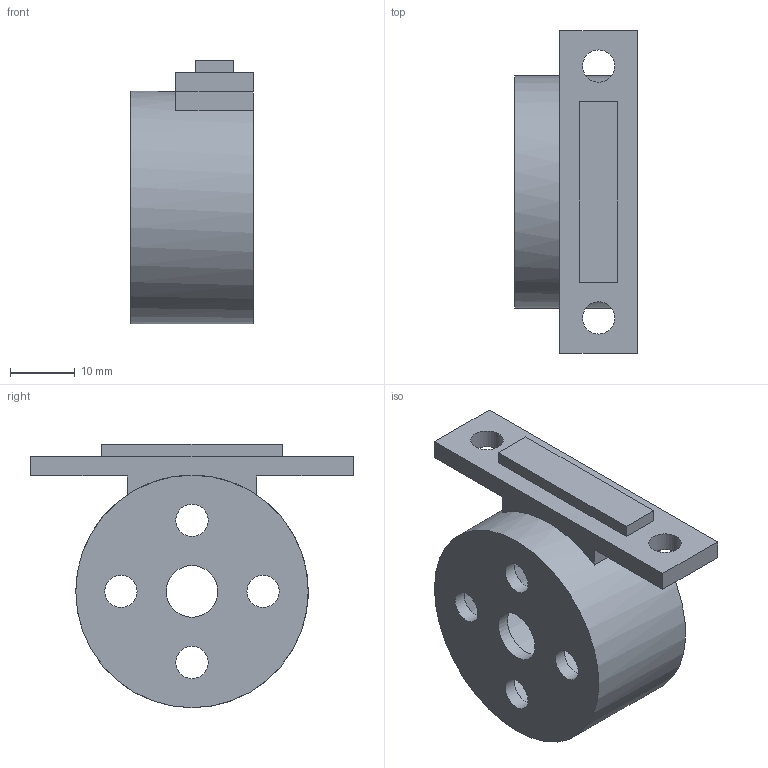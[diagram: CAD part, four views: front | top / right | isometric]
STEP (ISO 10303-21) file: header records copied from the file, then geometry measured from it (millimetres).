
FILE_DESCRIPTION(('STEP AP242'), '1');
FILE_NAME('óïîð ïîä ìîòîð 3', '', ('UNSPECIFIED'), ('UNSPECIFIED'), 'C3D Converter', 'C3D Toolkit', '');
FILE_SCHEMA(('AP242_MANAGED_MODEL_BASED_3D_ENGINEERING_MIM_LF { 1 0 10303 442 1 1 4 }'));
Length unit declared in the file: millimetre
Bounding box: 19 x 50 x 40.77 mm (x, y, z)
Volume: 7613.1 mm3; surface area: 7137.6 mm2
Topology: 1 solids, 1 shells, 25 faces, 63 edges, 42 vertices
Faces by surface type: plane 16, cylinder 9
Full cylindrical faces by diameter (mm): 5 x6, 8 x1, 32 x1, 36 x1
Entity records: 975 total; most frequent: DIRECTION 126, CARTESIAN_POINT 122, ORIENTED_EDGE 108, EDGE_CURVE 54, EDGE_LOOP 50, AXIS2_PLACEMENT_3D 46, VERTEX_POINT 42, LINE 34
